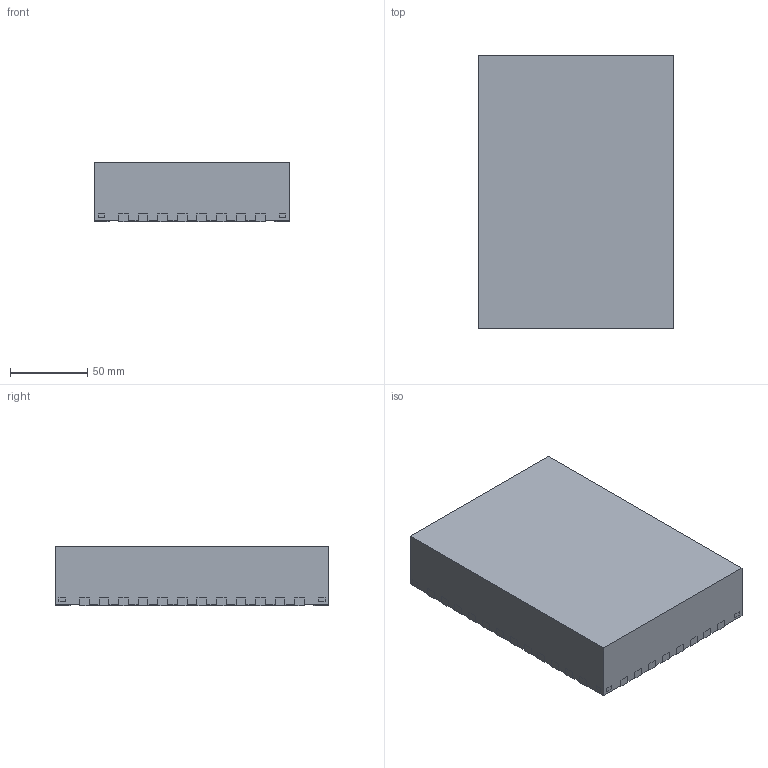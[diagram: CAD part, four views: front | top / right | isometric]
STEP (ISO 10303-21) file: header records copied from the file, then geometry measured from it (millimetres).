
FILE_DESCRIPTION(('STEP AP214'),'1');
FILE_NAME('TPS543c20.stp','2018-10-18T15:18:51',(''),(''),'Spatial InterOp 3D',' ',' ');
FILE_SCHEMA(('AUTOMOTIVE_DESIGN { 1 0 10303 214 1 1 1 1 }'));
Length unit declared in the file: inch
Products named in the file (1): PCB|51#U?|50#RVF0040A|FRAME-RVF0040A#FRAME-RVF0040A|3#Open CASCADE STEP translator 6.8 1.2.1.2.1;Open CASCADE STEP translator 6.8 1.2.1.2.1
Bounding box: 127 x 177.8 x 38.61 mm (x, y, z)
Volume: 866120.3 mm3; surface area: 119538.8 mm2
Topology: 46 solids, 46 shells, 565 faces, 1410 edges, 940 vertices
Faces by surface type: plane 421, cylinder 144
Entity records: 21853 total; most frequent: CARTESIAN_POINT 2961, DIRECTION 2920, ORIENTED_EDGE 2820, EDGE_CURVE 1410, LINE 1122, VECTOR 1122, VERTEX_POINT 940, AXIS2_PLACEMENT_3D 899
